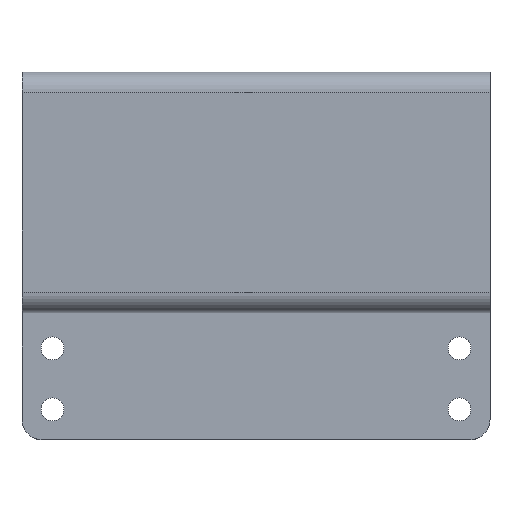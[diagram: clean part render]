
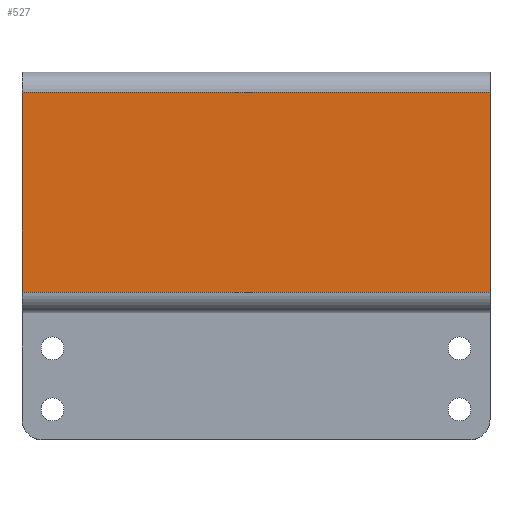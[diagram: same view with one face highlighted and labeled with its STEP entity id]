
A CAD part, top view. The second image highlights one B-rep face of the part: STEP entity #527.
In plain terms, the highlighted planar face has unit normal (0, 0, 1).
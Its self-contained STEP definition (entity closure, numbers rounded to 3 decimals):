
#76=FACE_OUTER_BOUND('',#107,.T.);
#107=EDGE_LOOP('',(#414,#415,#416,#417));
#151=LINE('',#847,#200);
#157=LINE('',#862,#206);
#159=LINE('',#866,#208);
#160=LINE('',#867,#209);
#200=VECTOR('',#686,10.);
#206=VECTOR('',#698,10.);
#208=VECTOR('',#702,10.);
#209=VECTOR('',#703,10.);
#255=VERTEX_POINT('',#844);
#256=VERTEX_POINT('',#846);
#262=VERTEX_POINT('',#860);
#263=VERTEX_POINT('',#865);
#314=EDGE_CURVE('',#255,#256,#151,.T.);
#322=EDGE_CURVE('',#262,#255,#157,.T.);
#324=EDGE_CURVE('',#263,#262,#159,.T.);
#325=EDGE_CURVE('',#256,#263,#160,.T.);
#414=ORIENTED_EDGE('',*,*,#322,.F.);
#415=ORIENTED_EDGE('',*,*,#324,.F.);
#416=ORIENTED_EDGE('',*,*,#325,.F.);
#417=ORIENTED_EDGE('',*,*,#314,.F.);
#507=PLANE('',#585);
#527=ADVANCED_FACE('',(#76),#507,.T.);
#585=AXIS2_PLACEMENT_3D('',#864,#700,#701);
#686=DIRECTION('',(0.,1.,0.));
#698=DIRECTION('',(-1.,0.,0.));
#700=DIRECTION('center_axis',(0.,0.,1.));
#701=DIRECTION('ref_axis',(0.,-1.,0.));
#702=DIRECTION('',(0.,-1.,0.));
#703=DIRECTION('',(1.,0.,0.));
#844=CARTESIAN_POINT('',(-46.,29.,11.75));
#846=CARTESIAN_POINT('',(-46.,68.3,11.75));
#847=CARTESIAN_POINT('',(-46.,72.3,11.75));
#860=CARTESIAN_POINT('',(46.,29.,11.75));
#862=CARTESIAN_POINT('',(0.,29.,11.75));
#864=CARTESIAN_POINT('Origin',(0.,72.3,11.75));
#865=CARTESIAN_POINT('',(46.,68.3,11.75));
#866=CARTESIAN_POINT('',(46.,72.3,11.75));
#867=CARTESIAN_POINT('',(0.,68.3,11.75));
